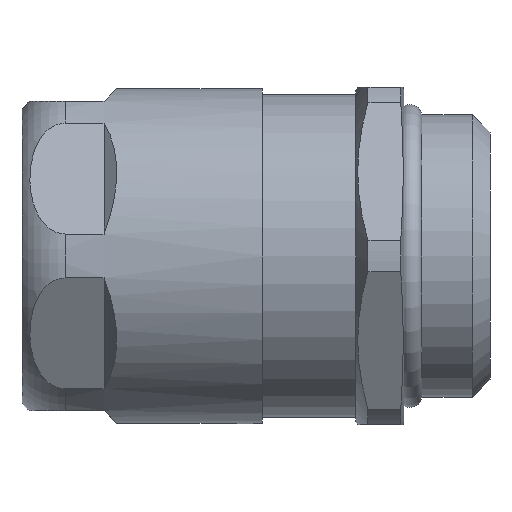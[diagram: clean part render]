
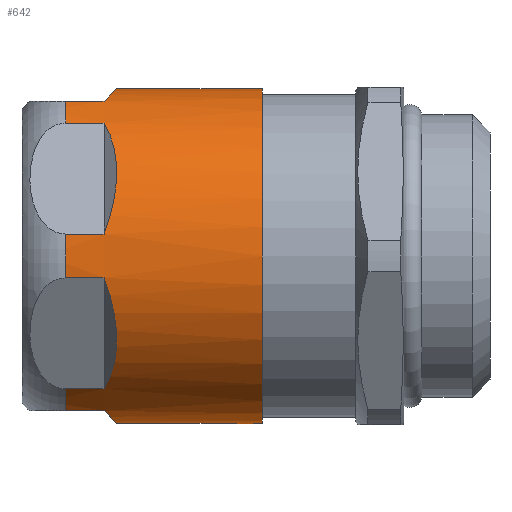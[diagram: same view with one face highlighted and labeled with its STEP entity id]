
A CAD part, left-side view. The second image highlights one B-rep face of the part: STEP entity #642.
In plain terms, the highlighted cylindrical face has radius 11.85 mm (diameter 23.7 mm), a full revolution.
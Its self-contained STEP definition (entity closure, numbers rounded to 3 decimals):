
#18=ELLIPSE('',#724,16.758,11.85);
#19=ELLIPSE('',#725,16.758,11.85);
#20=ELLIPSE('',#726,16.758,11.85);
#21=ELLIPSE('',#727,16.758,11.85);
#22=ELLIPSE('',#728,16.758,11.85);
#23=ELLIPSE('',#729,16.758,11.85);
#36=LINE('',#1210,#66);
#37=LINE('',#1213,#67);
#38=LINE('',#1215,#68);
#39=LINE('',#1218,#69);
#40=LINE('',#1220,#70);
#41=LINE('',#1223,#71);
#42=LINE('',#1225,#72);
#43=LINE('',#1228,#73);
#44=LINE('',#1230,#74);
#45=LINE('',#1233,#75);
#46=LINE('',#1235,#76);
#47=LINE('',#1238,#77);
#66=VECTOR('',#877,1000.);
#67=VECTOR('',#880,1000.);
#68=VECTOR('',#881,1000.);
#69=VECTOR('',#884,1000.);
#70=VECTOR('',#885,1000.);
#71=VECTOR('',#888,1000.);
#72=VECTOR('',#889,1000.);
#73=VECTOR('',#892,1000.);
#74=VECTOR('',#893,1000.);
#75=VECTOR('',#896,1000.);
#76=VECTOR('',#897,1000.);
#77=VECTOR('',#900,1000.);
#146=FACE_BOUND('',#231,.T.);
#175=FACE_OUTER_BOUND('',#230,.T.);
#230=EDGE_LOOP('',(#540,#541,#542,#543,#544,#545,#546,#547,#548,#549,#550,
#551,#552,#553,#554,#555,#556,#557,#558,#559,#560,#561,#562,#563));
#231=EDGE_LOOP('',(#564));
#252=CIRCLE('',#672,11.85);
#253=CIRCLE('',#673,11.85);
#254=CIRCLE('',#674,11.85);
#255=CIRCLE('',#675,11.85);
#256=CIRCLE('',#676,11.85);
#257=CIRCLE('',#677,11.85);
#280=CIRCLE('',#730,11.85);
#285=VERTEX_POINT('',#949);
#286=VERTEX_POINT('',#950);
#287=VERTEX_POINT('',#952);
#288=VERTEX_POINT('',#972);
#289=VERTEX_POINT('',#974);
#290=VERTEX_POINT('',#994);
#291=VERTEX_POINT('',#996);
#292=VERTEX_POINT('',#1016);
#293=VERTEX_POINT('',#1018);
#294=VERTEX_POINT('',#1038);
#295=VERTEX_POINT('',#1040);
#296=VERTEX_POINT('',#1060);
#331=VERTEX_POINT('',#1209);
#332=VERTEX_POINT('',#1211);
#333=VERTEX_POINT('',#1214);
#334=VERTEX_POINT('',#1216);
#335=VERTEX_POINT('',#1219);
#336=VERTEX_POINT('',#1221);
#337=VERTEX_POINT('',#1224);
#338=VERTEX_POINT('',#1226);
#339=VERTEX_POINT('',#1229);
#340=VERTEX_POINT('',#1231);
#341=VERTEX_POINT('',#1234);
#342=VERTEX_POINT('',#1236);
#343=VERTEX_POINT('',#1239);
#348=EDGE_CURVE('',#285,#286,#252,.T.);
#350=EDGE_CURVE('',#288,#287,#253,.T.);
#352=EDGE_CURVE('',#290,#289,#254,.T.);
#354=EDGE_CURVE('',#292,#291,#255,.T.);
#356=EDGE_CURVE('',#294,#293,#256,.T.);
#358=EDGE_CURVE('',#296,#295,#257,.T.);
#406=EDGE_CURVE('',#286,#331,#36,.T.);
#407=EDGE_CURVE('',#332,#331,#18,.T.);
#408=EDGE_CURVE('',#332,#296,#37,.T.);
#409=EDGE_CURVE('',#295,#333,#38,.T.);
#410=EDGE_CURVE('',#334,#333,#19,.T.);
#411=EDGE_CURVE('',#334,#294,#39,.T.);
#412=EDGE_CURVE('',#293,#335,#40,.T.);
#413=EDGE_CURVE('',#336,#335,#20,.T.);
#414=EDGE_CURVE('',#336,#292,#41,.T.);
#415=EDGE_CURVE('',#291,#337,#42,.T.);
#416=EDGE_CURVE('',#338,#337,#21,.T.);
#417=EDGE_CURVE('',#338,#290,#43,.T.);
#418=EDGE_CURVE('',#289,#339,#44,.T.);
#419=EDGE_CURVE('',#340,#339,#22,.T.);
#420=EDGE_CURVE('',#340,#288,#45,.T.);
#421=EDGE_CURVE('',#287,#341,#46,.T.);
#422=EDGE_CURVE('',#342,#341,#23,.T.);
#423=EDGE_CURVE('',#342,#285,#47,.T.);
#424=EDGE_CURVE('',#343,#343,#280,.T.);
#540=ORIENTED_EDGE('',*,*,#348,.T.);
#541=ORIENTED_EDGE('',*,*,#406,.T.);
#542=ORIENTED_EDGE('',*,*,#407,.F.);
#543=ORIENTED_EDGE('',*,*,#408,.T.);
#544=ORIENTED_EDGE('',*,*,#358,.T.);
#545=ORIENTED_EDGE('',*,*,#409,.T.);
#546=ORIENTED_EDGE('',*,*,#410,.F.);
#547=ORIENTED_EDGE('',*,*,#411,.T.);
#548=ORIENTED_EDGE('',*,*,#356,.T.);
#549=ORIENTED_EDGE('',*,*,#412,.T.);
#550=ORIENTED_EDGE('',*,*,#413,.F.);
#551=ORIENTED_EDGE('',*,*,#414,.T.);
#552=ORIENTED_EDGE('',*,*,#354,.T.);
#553=ORIENTED_EDGE('',*,*,#415,.T.);
#554=ORIENTED_EDGE('',*,*,#416,.F.);
#555=ORIENTED_EDGE('',*,*,#417,.T.);
#556=ORIENTED_EDGE('',*,*,#352,.T.);
#557=ORIENTED_EDGE('',*,*,#418,.T.);
#558=ORIENTED_EDGE('',*,*,#419,.F.);
#559=ORIENTED_EDGE('',*,*,#420,.T.);
#560=ORIENTED_EDGE('',*,*,#350,.T.);
#561=ORIENTED_EDGE('',*,*,#421,.T.);
#562=ORIENTED_EDGE('',*,*,#422,.F.);
#563=ORIENTED_EDGE('',*,*,#423,.T.);
#564=ORIENTED_EDGE('',*,*,#424,.F.);
#615=CYLINDRICAL_SURFACE('',#723,11.85);
#642=ADVANCED_FACE('',(#175,#146),#615,.T.);
#672=AXIS2_PLACEMENT_3D('',#951,#761,#762);
#673=AXIS2_PLACEMENT_3D('',#973,#763,#764);
#674=AXIS2_PLACEMENT_3D('',#995,#765,#766);
#675=AXIS2_PLACEMENT_3D('',#1017,#767,#768);
#676=AXIS2_PLACEMENT_3D('',#1039,#769,#770);
#677=AXIS2_PLACEMENT_3D('',#1061,#771,#772);
#723=AXIS2_PLACEMENT_3D('',#1208,#875,#876);
#724=AXIS2_PLACEMENT_3D('',#1212,#878,#879);
#725=AXIS2_PLACEMENT_3D('',#1217,#882,#883);
#726=AXIS2_PLACEMENT_3D('',#1222,#886,#887);
#727=AXIS2_PLACEMENT_3D('',#1227,#890,#891);
#728=AXIS2_PLACEMENT_3D('',#1232,#894,#895);
#729=AXIS2_PLACEMENT_3D('',#1237,#898,#899);
#730=AXIS2_PLACEMENT_3D('',#1240,#901,#902);
#761=DIRECTION('center_axis',(0.,-1.,0.));
#762=DIRECTION('ref_axis',(1.,0.,0.));
#763=DIRECTION('center_axis',(0.,-1.,0.));
#764=DIRECTION('ref_axis',(1.,0.,0.));
#765=DIRECTION('center_axis',(0.,-1.,0.));
#766=DIRECTION('ref_axis',(1.,0.,0.));
#767=DIRECTION('center_axis',(0.,-1.,0.));
#768=DIRECTION('ref_axis',(1.,0.,0.));
#769=DIRECTION('center_axis',(0.,-1.,0.));
#770=DIRECTION('ref_axis',(1.,0.,0.));
#771=DIRECTION('center_axis',(0.,-1.,0.));
#772=DIRECTION('ref_axis',(1.,0.,0.));
#875=DIRECTION('center_axis',(0.,-1.,0.));
#876=DIRECTION('ref_axis',(1.,0.,0.));
#877=DIRECTION('',(0.,-1.,0.));
#878=DIRECTION('center_axis',(0.612,0.707,0.354));
#879=DIRECTION('ref_axis',(0.612,-0.707,0.354));
#880=DIRECTION('',(0.,1.,0.));
#881=DIRECTION('',(0.,-1.,0.));
#882=DIRECTION('center_axis',(0.,0.707,0.707));
#883=DIRECTION('ref_axis',(0.,-0.707,0.707));
#884=DIRECTION('',(0.,1.,0.));
#885=DIRECTION('',(0.,-1.,0.));
#886=DIRECTION('center_axis',(-0.612,0.707,0.354));
#887=DIRECTION('ref_axis',(0.612,0.707,-0.354));
#888=DIRECTION('',(0.,1.,0.));
#889=DIRECTION('',(0.,-1.,0.));
#890=DIRECTION('center_axis',(-0.612,0.707,-0.354));
#891=DIRECTION('ref_axis',(0.612,0.707,0.354));
#892=DIRECTION('',(0.,1.,0.));
#893=DIRECTION('',(0.,-1.,0.));
#894=DIRECTION('center_axis',(0.,0.707,-0.707));
#895=DIRECTION('ref_axis',(0.,0.707,0.707));
#896=DIRECTION('',(0.,1.,0.));
#897=DIRECTION('',(0.,-1.,0.));
#898=DIRECTION('center_axis',(0.612,0.707,-0.354));
#899=DIRECTION('ref_axis',(0.612,-0.707,-0.354));
#900=DIRECTION('',(0.,1.,0.));
#901=DIRECTION('center_axis',(0.,-1.,0.));
#902=DIRECTION('ref_axis',(1.,0.,0.));
#949=CARTESIAN_POINT('',(11.748,30.018,-1.552));
#950=CARTESIAN_POINT('',(11.748,30.018,1.552));
#951=CARTESIAN_POINT('Origin',(0.,30.018,0.));
#952=CARTESIAN_POINT('',(7.218,30.018,-9.398));
#972=CARTESIAN_POINT('',(4.53,30.018,-10.95));
#973=CARTESIAN_POINT('Origin',(0.,30.018,0.));
#974=CARTESIAN_POINT('',(-4.53,30.018,-10.95));
#994=CARTESIAN_POINT('',(-7.218,30.018,-9.398));
#995=CARTESIAN_POINT('Origin',(0.,30.018,0.));
#996=CARTESIAN_POINT('',(-11.748,30.018,-1.552));
#1016=CARTESIAN_POINT('',(-11.748,30.018,1.552));
#1017=CARTESIAN_POINT('Origin',(0.,30.018,0.));
#1018=CARTESIAN_POINT('',(-7.218,30.018,9.398));
#1038=CARTESIAN_POINT('',(-4.53,30.018,10.95));
#1039=CARTESIAN_POINT('Origin',(0.,30.018,0.));
#1040=CARTESIAN_POINT('',(4.53,30.018,10.95));
#1060=CARTESIAN_POINT('',(7.218,30.018,9.398));
#1061=CARTESIAN_POINT('Origin',(0.,30.018,0.));
#1208=CARTESIAN_POINT('Origin',(0.,16.1,0.));
#1209=CARTESIAN_POINT('',(11.748,27.3,1.552));
#1210=CARTESIAN_POINT('',(11.748,16.1,1.552));
#1211=CARTESIAN_POINT('',(7.218,27.3,9.398));
#1212=CARTESIAN_POINT('Origin',(0.,38.25,
0.));
#1213=CARTESIAN_POINT('',(7.218,16.1,9.398));
#1214=CARTESIAN_POINT('',(4.53,27.3,10.95));
#1215=CARTESIAN_POINT('',(4.53,16.1,10.95));
#1216=CARTESIAN_POINT('',(-4.53,27.3,10.95));
#1217=CARTESIAN_POINT('Origin',(0.,38.25,0.));
#1218=CARTESIAN_POINT('',(-4.53,16.1,10.95));
#1219=CARTESIAN_POINT('',(-7.218,27.3,9.398));
#1220=CARTESIAN_POINT('',(-7.218,16.1,9.398));
#1221=CARTESIAN_POINT('',(-11.748,27.3,1.552));
#1222=CARTESIAN_POINT('Origin',(0.,38.25,
0.));
#1223=CARTESIAN_POINT('',(-11.748,16.1,1.552));
#1224=CARTESIAN_POINT('',(-11.748,27.3,-1.552));
#1225=CARTESIAN_POINT('',(-11.748,16.1,-1.552));
#1226=CARTESIAN_POINT('',(-7.218,27.3,-9.398));
#1227=CARTESIAN_POINT('Origin',(0.,38.25,
0.));
#1228=CARTESIAN_POINT('',(-7.218,16.1,-9.398));
#1229=CARTESIAN_POINT('',(-4.53,27.3,-10.95));
#1230=CARTESIAN_POINT('',(-4.53,16.1,-10.95));
#1231=CARTESIAN_POINT('',(4.53,27.3,-10.95));
#1232=CARTESIAN_POINT('Origin',(0.,38.25,
0.));
#1233=CARTESIAN_POINT('',(4.53,16.1,-10.95));
#1234=CARTESIAN_POINT('',(7.218,27.3,-9.398));
#1235=CARTESIAN_POINT('',(7.218,16.1,-9.398));
#1236=CARTESIAN_POINT('',(11.748,27.3,-1.552));
#1237=CARTESIAN_POINT('Origin',(0.,38.25,
0.));
#1238=CARTESIAN_POINT('',(11.748,16.1,-1.552));
#1239=CARTESIAN_POINT('',(11.85,16.1,0.));
#1240=CARTESIAN_POINT('Origin',(0.,16.1,0.));
